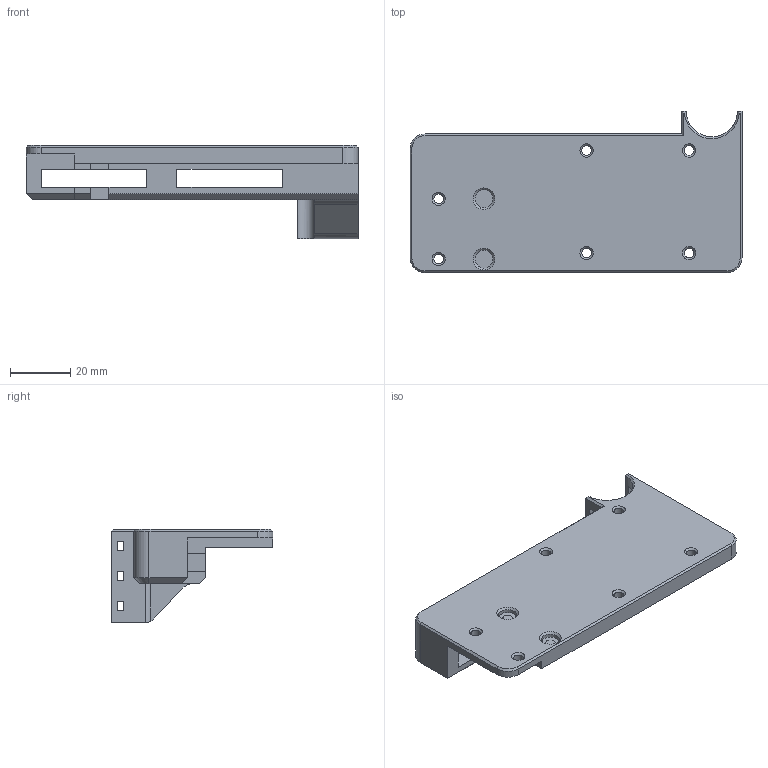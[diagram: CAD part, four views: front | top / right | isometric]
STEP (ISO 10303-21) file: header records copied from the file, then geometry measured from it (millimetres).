
FILE_DESCRIPTION(/* description */ (''),/* implementation_level */ '2;1');
FILE_NAME(/* name */ 'Perseus-hemera-mount.step',/* time_stamp */ '2022-01-04T22:20:56+08:00',/* author */ (''),/* organization */ (''),/* preprocessor_version */ 'ST-DEVELOPER v18.1',/* originating_system */ 'Autodesk Translation Framework v10.10.0.1391',/* authorisation */ '');
FILE_SCHEMA (('AUTOMOTIVE_DESIGN { 1 0 10303 214 3 1 1 }'));
Length unit declared in the file: millimetre
Products named in the file (2): Hemera_mount; Hemera_mount_1
Assembly tree (1 placements, depth 2):
  Hemera_mount
    Hemera_mount_1
Bounding box: 110 x 53.5 x 31 mm (x, y, z)
Volume: 51324 mm3; surface area: 19809.2 mm2
Topology: 1 solids, 1 shells, 108 faces, 285 edges, 182 vertices
Faces by surface type: plane 76, cylinder 19, cone 13
Full cylindrical faces by diameter (mm): 3.2 x8, 6 x5
Entity records: 3424 total; most frequent: CARTESIAN_POINT 593, ORIENTED_EDGE 570, DIRECTION 569, EDGE_CURVE 285, LINE 217, VECTOR 217, VERTEX_POINT 182, AXIS2_PLACEMENT_3D 176
